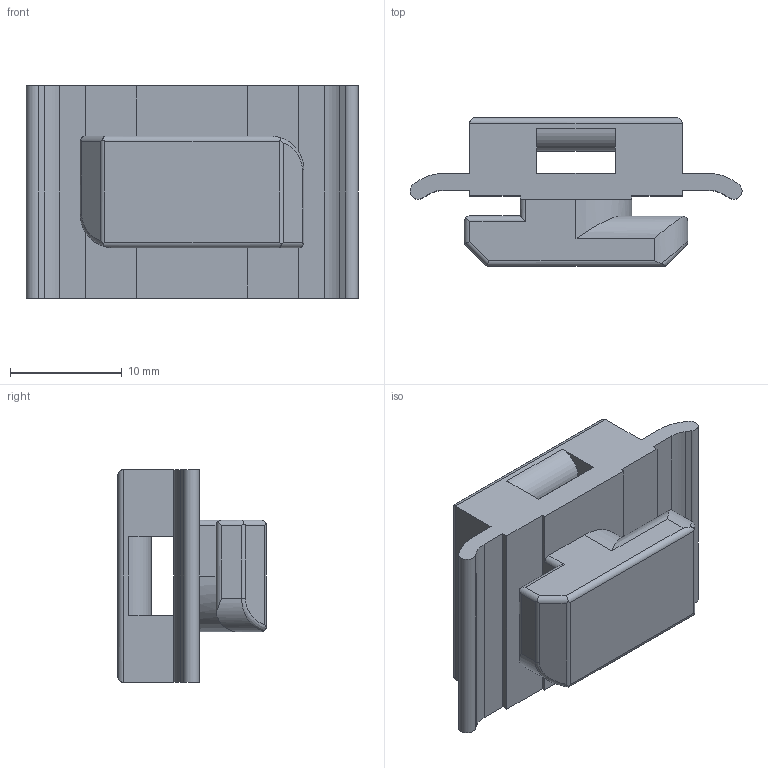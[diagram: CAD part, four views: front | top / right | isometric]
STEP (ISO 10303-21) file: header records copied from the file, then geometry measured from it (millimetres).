
FILE_DESCRIPTION(('Creo Elements/Direct Modeling STEP Export'),'2;1');
FILE_NAME('44.0501.2_Kabelbinderklipp-MMS-44_.stp','2022-03-21T 9:02:25',(''),(''),'PTC Creo Elements/Direct Modeling STEP processor for AP214 (Solid Model)','PTC Creo Elements/Direct Modeling 19.0C 15-Aug-2015 (C) Parametric Technology GmbH','');
FILE_SCHEMA(('AUTOMOTIVE_DESIGN { 1 0 10303 214 1 1 1 1 }'));
Length unit declared in the file: millimetre
Products named in the file (2): Kabelbinderklipp-MMS-44_44.0501.2_PX175506
Assembly tree (1 placements, depth 2):
  Kabelbinderklipp-MMS-44_44.0501.2_PX175506
    Kabelbinderklipp-MMS-44_44.0501.2_PX175506
Bounding box: 29.7 x 13.3 x 19 mm (x, y, z)
Volume: 3309.5 mm3; surface area: 2611.4 mm2
Topology: 1 solids, 1 shells, 78 faces, 232 edges, 152 vertices
Faces by surface type: plane 38, cylinder 38, bspline 2
Entity records: 3470 total; most frequent: CARTESIAN_POINT 1340, ORIENTED_EDGE 464, DIRECTION 408, EDGE_CURVE 232, VERTEX_POINT 152, VECTOR 148, LINE 148, AXIS2_PLACEMENT_3D 130
